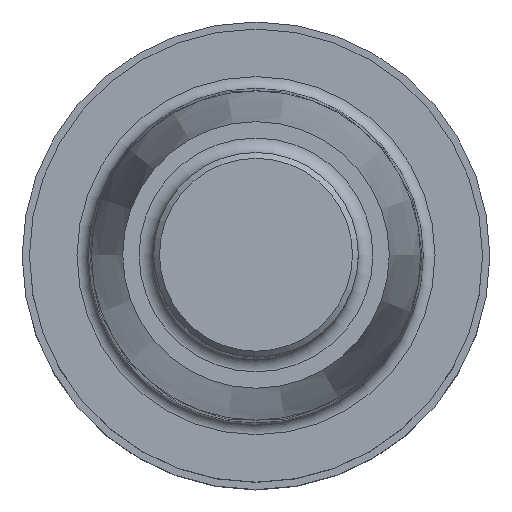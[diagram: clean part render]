
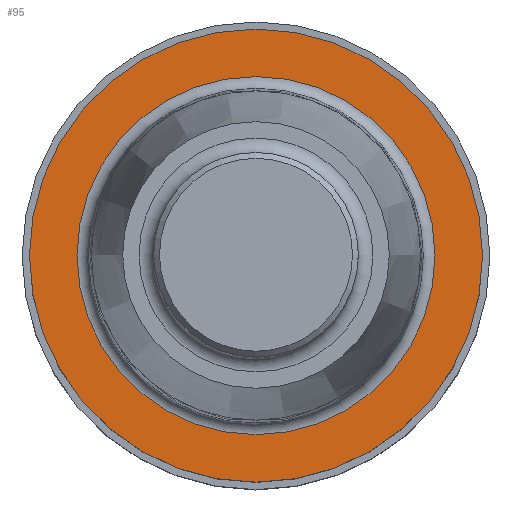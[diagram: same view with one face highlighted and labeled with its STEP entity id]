
A CAD part, top view. The second image highlights one B-rep face of the part: STEP entity #95.
In plain terms, the highlighted planar face has unit normal (0, 0, 1).
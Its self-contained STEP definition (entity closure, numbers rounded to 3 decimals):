
#75=FACE_BOUND('',#127,.T.);
#76=FACE_BOUND('',#128,.T.);
#95=ADVANCED_FACE('',(#75,#76),#105,.F.);
#105=PLANE('',#263);
#127=EDGE_LOOP('',(#155));
#128=EDGE_LOOP('',(#156));
#155=ORIENTED_EDGE('',*,*,#191,.T.);
#156=ORIENTED_EDGE('',*,*,#190,.T.);
#175=VERTEX_POINT('',#384);
#176=VERTEX_POINT('',#387);
#190=EDGE_CURVE('',#175,#175,#204,.T.);
#191=EDGE_CURVE('',#176,#176,#205,.T.);
#204=CIRCLE('',#260,6.124);
#205=CIRCLE('',#262,7.75);
#260=AXIS2_PLACEMENT_3D('',#383,#312,#313);
#262=AXIS2_PLACEMENT_3D('',#386,#316,#317);
#263=AXIS2_PLACEMENT_3D('',#388,#318,#319);
#312=DIRECTION('',(0.,0.,-1.));
#313=DIRECTION('',(-1.,0.,0.));
#316=DIRECTION('',(0.,0.,1.));
#317=DIRECTION('',(1.,0.,0.));
#318=DIRECTION('',(0.,0.,-1.));
#319=DIRECTION('',(1.,0.,0.));
#383=CARTESIAN_POINT('',(0.,0.,0.));
#384=CARTESIAN_POINT('',(-6.124,0.,0.));
#386=CARTESIAN_POINT('',(0.,0.,0.));
#387=CARTESIAN_POINT('',(7.75,0.,0.));
#388=CARTESIAN_POINT('',(0.,7.75,0.));
